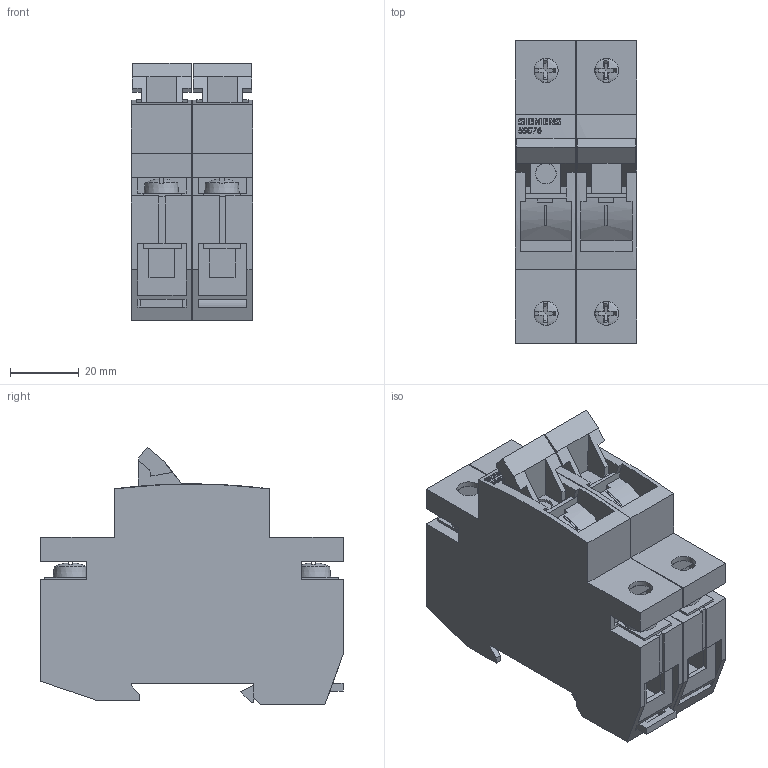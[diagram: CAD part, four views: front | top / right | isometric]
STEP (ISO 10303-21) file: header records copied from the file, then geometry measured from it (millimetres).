
FILE_DESCRIPTION(/* description */ (''),/* implementation_level */ '2;1');
FILE_NAME(/* name */ '5SG7651-0KK16_3D_v.stp',/* time_stamp */ '2024-09-18T08:45:16+02:00',/* author */ (''),/* organization */ (''),/* preprocessor_version */ 'ST-DEVELOPER v18.101',/* originating_system */ 'SIEMENS PLM Software NX 2008',/* authorisation */ '');
FILE_SCHEMA (('AUTOMOTIVE_DESIGN { 1 0 10303 214 3 1 1 1 }'));
Length unit declared in the file: millimetre
Products named in the file (1): 5SG7651-0KK16_3D_v_stp
Bounding box: 35.2 x 88 x 74.88 mm (x, y, z)
Volume: 143865.8 mm3; surface area: 29902.4 mm2
Topology: 1 solids, 2 shells, 596 faces, 1683 edges, 1102 vertices
Faces by surface type: plane 543, cylinder 23, extrusion 18, sphere 8, cone 4
Full cylindrical faces by diameter (mm): 6 x1, 7 x4
Entity records: 22782 total; most frequent: CARTESIAN_POINT 4087, ORIENTED_EDGE 3348, DIRECTION 2964, EDGE_CURVE 1674, VECTOR 1448, LINE 1430, VERTEX_POINT 1098, AXIS2_PLACEMENT_3D 758
